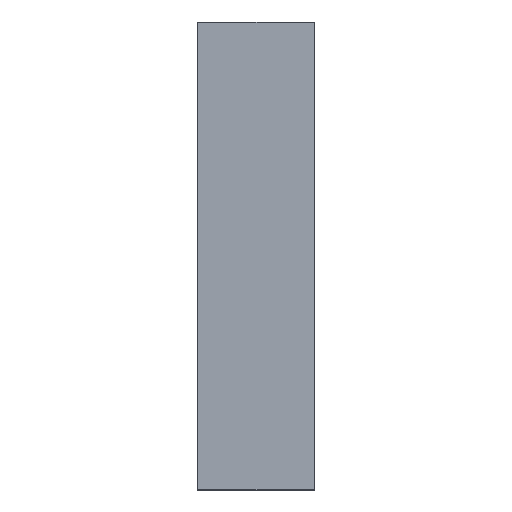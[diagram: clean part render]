
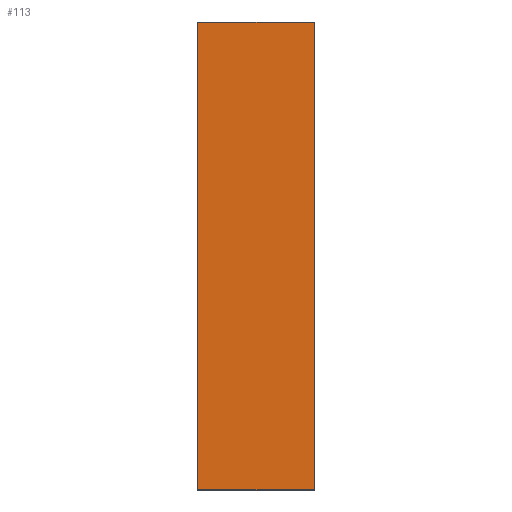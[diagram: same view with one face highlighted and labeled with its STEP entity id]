
A CAD part, left-side view. The second image highlights one B-rep face of the part: STEP entity #113.
In plain terms, the highlighted planar face has unit normal (-1, 0, 0).
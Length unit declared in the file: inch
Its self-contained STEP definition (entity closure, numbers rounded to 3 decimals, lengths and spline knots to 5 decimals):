
#15 = VECTOR ( 'NONE', #100, 39.37008 ) ;
#17 = ORIENTED_EDGE ( 'NONE', *, *, #390, .T. ) ;
#62 = PLANE ( 'NONE',  #322 ) ;
#69 = CARTESIAN_POINT ( 'NONE',  ( -4., 0.125, -0.5 ) ) ;
#71 = LINE ( 'NONE', #69, #368 ) ;
#98 = CARTESIAN_POINT ( 'NONE',  ( -4., 0.125, 0.5 ) ) ;
#99 = ORIENTED_EDGE ( 'NONE', *, *, #311, .F. ) ;
#100 = DIRECTION ( 'NONE',  ( 0., -1., 0. ) ) ;
#113 = ADVANCED_FACE ( 'NONE', ( #279 ), #62, .F. ) ;
#121 = EDGE_CURVE ( 'NONE', #363, #369, #344, .T. ) ;
#146 = CARTESIAN_POINT ( 'NONE',  ( -4., -0.125, -0.5 ) ) ;
#156 = VECTOR ( 'NONE', #423, 39.37008 ) ;
#165 = DIRECTION ( 'NONE',  ( 0., -1., 0. ) ) ;
#178 = LINE ( 'NONE', #146, #156 ) ;
#181 = DIRECTION ( 'NONE',  ( 0., 0., 1. ) ) ;
#206 = CARTESIAN_POINT ( 'NONE',  ( -4., 0.125, -0.5 ) ) ;
#242 = CARTESIAN_POINT ( 'NONE',  ( -4., 0.125, 0.5 ) ) ;
#259 = EDGE_LOOP ( 'NONE', ( #17, #456, #99, #296 ) ) ;
#276 = CARTESIAN_POINT ( 'NONE',  ( -4., -0.125, -0.5 ) ) ;
#279 = FACE_OUTER_BOUND ( 'NONE', #259, .T. ) ;
#296 = ORIENTED_EDGE ( 'NONE', *, *, #121, .T. ) ;
#299 = CARTESIAN_POINT ( 'NONE',  ( -4., 0.125, -0.5 ) ) ;
#308 = CARTESIAN_POINT ( 'NONE',  ( -4., -0.125, 0.5 ) ) ;
#311 = EDGE_CURVE ( 'NONE', #363, #405, #71, .T. ) ;
#322 = AXIS2_PLACEMENT_3D ( 'NONE', #299, #441, #337 ) ;
#337 = DIRECTION ( 'NONE',  ( 0., 0., -1. ) ) ;
#344 = LINE ( 'NONE', #206, #440 ) ;
#348 = CARTESIAN_POINT ( 'NONE',  ( -4., 0.125, -0.5 ) ) ;
#363 = VERTEX_POINT ( 'NONE', #348 ) ;
#368 = VECTOR ( 'NONE', #181, 39.37008 ) ;
#369 = VERTEX_POINT ( 'NONE', #276 ) ;
#390 = EDGE_CURVE ( 'NONE', #369, #407, #178, .T. ) ;
#400 = EDGE_CURVE ( 'NONE', #405, #407, #414, .T. ) ;
#405 = VERTEX_POINT ( 'NONE', #242 ) ;
#407 = VERTEX_POINT ( 'NONE', #308 ) ;
#414 = LINE ( 'NONE', #98, #15 ) ;
#423 = DIRECTION ( 'NONE',  ( 0., 0., 1. ) ) ;
#440 = VECTOR ( 'NONE', #165, 39.37008 ) ;
#441 = DIRECTION ( 'NONE',  ( 1., 0., 0. ) ) ;
#456 = ORIENTED_EDGE ( 'NONE', *, *, #400, .F. ) ;
